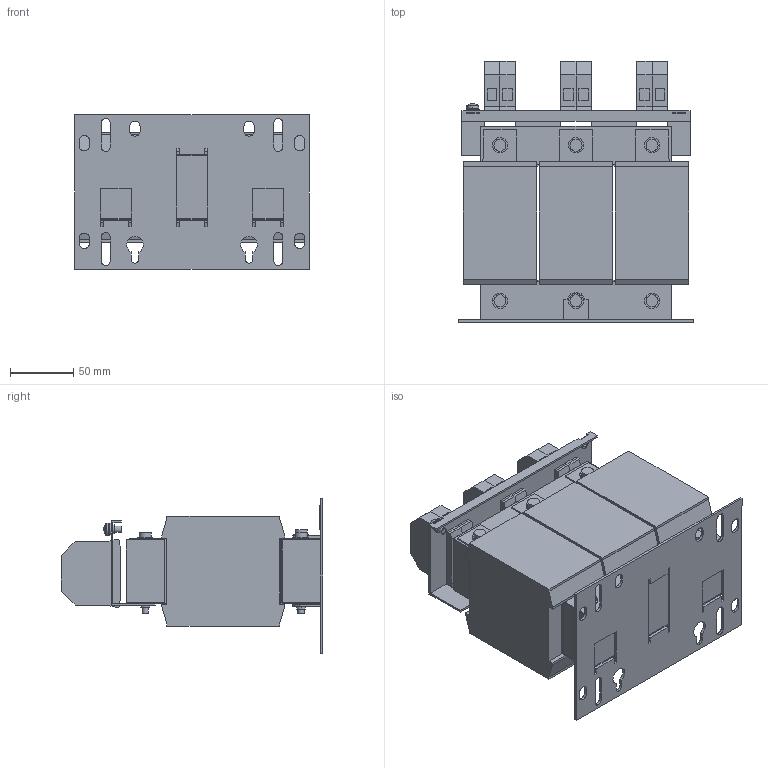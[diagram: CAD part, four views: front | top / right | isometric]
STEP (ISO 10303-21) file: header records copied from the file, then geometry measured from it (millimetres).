
FILE_DESCRIPTION (( 'STEP AP214' ), '1' );
FILE_NAME ('1184578.STEP', '2026-04-22T12:39:11', ( '' ), ( '' ), 'SwSTEP 2.0', 'SolidWorks 2022', '' );
FILE_SCHEMA (( 'AUTOMOTIVE_DESIGN' ));
Length unit declared in the file: millimetre
Products named in the file (1): 1184578
Bounding box: 185 x 206.1 x 122 mm (x, y, z)
Volume: 2078427.1 mm3; surface area: 239685 mm2
Topology: 1 solids, 1 shells, 929 faces, 2517 edges, 1624 vertices
Faces by surface type: plane 759, cylinder 166, torus 2, sphere 2
Entity records: 39152 total; most frequent: CARTESIAN_POINT 5071, ORIENTED_EDGE 5034, DIRECTION 4733, EDGE_CURVE 2517, LINE 2161, VECTOR 2161, VERTEX_POINT 1624, AXIS2_PLACEMENT_3D 1286
